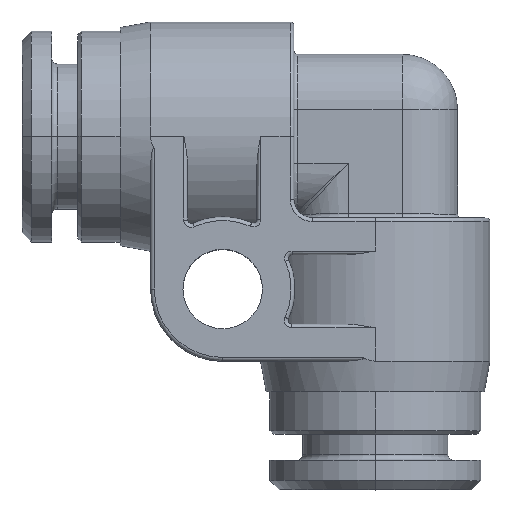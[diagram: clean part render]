
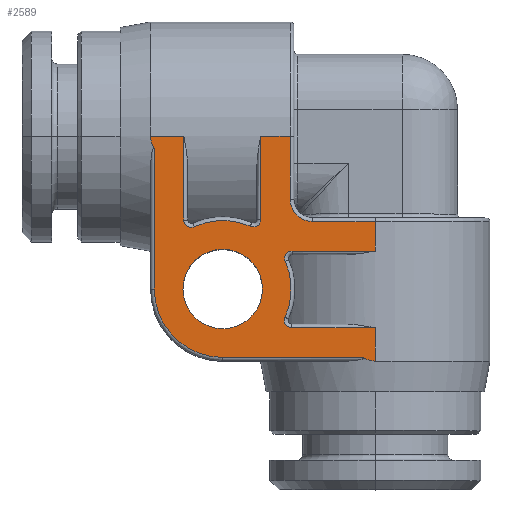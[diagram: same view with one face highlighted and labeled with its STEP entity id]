
A CAD part, top view. The second image highlights one B-rep face of the part: STEP entity #2589.
In plain terms, the highlighted planar face has unit normal (0, 0, 1).
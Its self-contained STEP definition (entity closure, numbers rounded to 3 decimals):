
#71=DIRECTION('',(0.,1.,0.));
#72=VECTOR('',#71,3.4);
#73=CARTESIAN_POINT('',(-4.6,-3.4,6.2));
#74=LINE('',#73,#72);
#75=CARTESIAN_POINT('',(-3.4,-3.4,6.2));
#76=DIRECTION('',(0.,0.,-1.));
#77=DIRECTION('',(0.,-1.,0.));
#78=AXIS2_PLACEMENT_3D('',#75,#76,#77);
#80=DIRECTION('',(-1.,0.,0.));
#81=VECTOR('',#80,3.4);
#82=CARTESIAN_POINT('',(0.,-4.6,6.2));
#83=LINE('',#82,#81);
#84=DIRECTION('',(0.,1.,0.));
#85=VECTOR('',#84,1.6);
#86=CARTESIAN_POINT('',(0.,-6.2,6.2));
#87=LINE('',#86,#85);
#88=DIRECTION('',(1.,0.,0.));
#89=VECTOR('',#88,4.497);
#90=CARTESIAN_POINT('',(-4.497,-6.2,6.2));
#91=LINE('',#90,#89);
#92=CARTESIAN_POINT('',(-4.497,-6.6,6.2));
#93=DIRECTION('',(0.,0.,-1.));
#94=DIRECTION('',(-0.915,-0.402,0.));
#95=AXIS2_PLACEMENT_3D('',#92,#93,#94);
#97=CARTESIAN_POINT('',(-8.25,-8.25,6.2));
#98=DIRECTION('',(0.,0.,1.));
#99=DIRECTION('',(0.91,-0.415,0.));
#100=AXIS2_PLACEMENT_3D('',#97,#98,#99);
#102=CARTESIAN_POINT('',(-4.519,-9.95,6.2));
#103=DIRECTION('',(0.,0.,-1.));
#104=DIRECTION('',(0.,-1.,0.));
#105=AXIS2_PLACEMENT_3D('',#102,#103,#104);
#107=DIRECTION('',(-1.,0.,0.));
#108=VECTOR('',#107,4.519);
#109=CARTESIAN_POINT('',(0.,-10.35,6.2));
#110=LINE('',#109,#108);
#111=DIRECTION('',(0.,1.,0.));
#112=VECTOR('',#111,1.8);
#113=CARTESIAN_POINT('',(0.,-12.15,6.2));
#114=LINE('',#113,#112);
#115=CARTESIAN_POINT('',(-0.672,-11.95,6.2));
#116=CARTESIAN_POINT('',(-0.598,-11.994,6.2));
#117=CARTESIAN_POINT('',(-0.449,-12.068,6.2));
#118=CARTESIAN_POINT('',(-0.221,-12.136,6.2));
#119=CARTESIAN_POINT('',(-0.074,-12.15,6.2));
#120=CARTESIAN_POINT('',(0.,-12.15,6.2));
#122=DIRECTION('',(1.,0.,0.));
#123=VECTOR('',#122,7.578);
#124=CARTESIAN_POINT('',(-8.25,-11.95,6.2));
#125=LINE('',#124,#123);
#126=CARTESIAN_POINT('',(-8.25,-8.25,6.2));
#127=DIRECTION('',(0.,0.,1.));
#128=DIRECTION('',(-1.,0.,0.));
#129=AXIS2_PLACEMENT_3D('',#126,#127,#128);
#131=DIRECTION('',(0.,-1.,0.));
#132=VECTOR('',#131,7.578);
#133=CARTESIAN_POINT('',(-11.95,-0.672,6.2));
#134=LINE('',#133,#132);
#135=CARTESIAN_POINT('',(-11.95,-0.672,6.2));
#136=CARTESIAN_POINT('',(-11.994,-0.598,6.2));
#137=CARTESIAN_POINT('',(-12.068,-0.449,6.2));
#138=CARTESIAN_POINT('',(-12.136,-0.221,6.2));
#139=CARTESIAN_POINT('',(-12.15,-0.074,6.2));
#140=CARTESIAN_POINT('',(-12.15,0.,6.2));
#142=DIRECTION('',(1.,0.,0.));
#143=VECTOR('',#142,1.8);
#144=CARTESIAN_POINT('',(-12.15,0.,6.2));
#145=LINE('',#144,#143);
#146=DIRECTION('',(0.,1.,0.));
#147=VECTOR('',#146,4.519);
#148=CARTESIAN_POINT('',(-10.35,-4.519,6.2));
#149=LINE('',#148,#147);
#150=CARTESIAN_POINT('',(-9.95,-4.519,6.2));
#151=DIRECTION('',(0.,0.,-1.));
#152=DIRECTION('',(0.415,-0.91,0.));
#153=AXIS2_PLACEMENT_3D('',#150,#151,#152);
#155=CARTESIAN_POINT('',(-8.25,-8.25,6.2));
#156=DIRECTION('',(0.,0.,1.));
#157=DIRECTION('',(0.402,0.915,0.));
#158=AXIS2_PLACEMENT_3D('',#155,#156,#157);
#160=CARTESIAN_POINT('',(-6.6,-4.497,6.2));
#161=DIRECTION('',(0.,0.,-1.));
#162=DIRECTION('',(1.,0.,0.));
#163=AXIS2_PLACEMENT_3D('',#160,#161,#162);
#165=DIRECTION('',(0.,-1.,0.));
#166=VECTOR('',#165,4.497);
#167=CARTESIAN_POINT('',(-6.2,0.,6.2));
#168=LINE('',#167,#166);
#169=DIRECTION('',(1.,0.,0.));
#170=VECTOR('',#169,1.6);
#171=CARTESIAN_POINT('',(-6.2,0.,6.2));
#172=LINE('',#171,#170);
#173=CARTESIAN_POINT('',(-8.25,-8.25,6.2));
#174=DIRECTION('',(0.,0.,-1.));
#175=DIRECTION('',(-1.,0.,0.));
#176=AXIS2_PLACEMENT_3D('',#173,#174,#175);
#178=CARTESIAN_POINT('',(-8.25,-8.25,6.2));
#179=DIRECTION('',(0.,0.,-1.));
#180=DIRECTION('',(1.,0.,0.));
#181=AXIS2_PLACEMENT_3D('',#178,#179,#180);
#2150=CARTESIAN_POINT('',(-10.4,-8.25,6.2));
#2152=VERTEX_POINT('',#2150);
#2154=CARTESIAN_POINT('',(-6.1,-8.25,6.2));
#2156=VERTEX_POINT('',#2154);
#2172=CARTESIAN_POINT('',(-8.25,-11.95,6.2));
#2173=CARTESIAN_POINT('',(-0.672,-11.95,6.2));
#2174=VERTEX_POINT('',#2172);
#2175=VERTEX_POINT('',#2173);
#2176=CARTESIAN_POINT('',(-11.95,-8.25,6.2));
#2177=VERTEX_POINT('',#2176);
#2180=CARTESIAN_POINT('',(-11.95,-0.672,6.2));
#2181=VERTEX_POINT('',#2180);
#2188=CARTESIAN_POINT('',(-4.497,-6.2,6.2));
#2189=CARTESIAN_POINT('',(0.,-6.2,6.2));
#2190=VERTEX_POINT('',#2188);
#2191=VERTEX_POINT('',#2189);
#2192=CARTESIAN_POINT('',(-4.863,-6.761,6.2));
#2193=VERTEX_POINT('',#2192);
#2196=CARTESIAN_POINT('',(-4.883,-9.784,6.2));
#2197=VERTEX_POINT('',#2196);
#2200=CARTESIAN_POINT('',(-4.519,-10.35,6.2));
#2201=VERTEX_POINT('',#2200);
#2204=CARTESIAN_POINT('',(0.,-10.35,6.2));
#2205=VERTEX_POINT('',#2204);
#2212=CARTESIAN_POINT('',(-10.35,-4.519,6.2));
#2213=CARTESIAN_POINT('',(-10.35,0.,6.2));
#2214=VERTEX_POINT('',#2212);
#2215=VERTEX_POINT('',#2213);
#2216=CARTESIAN_POINT('',(-9.784,-4.883,6.2));
#2217=VERTEX_POINT('',#2216);
#2220=CARTESIAN_POINT('',(-6.761,-4.863,6.2));
#2221=VERTEX_POINT('',#2220);
#2224=CARTESIAN_POINT('',(-6.2,-4.497,6.2));
#2225=VERTEX_POINT('',#2224);
#2228=CARTESIAN_POINT('',(-6.2,0.,6.2));
#2229=VERTEX_POINT('',#2228);
#2232=CARTESIAN_POINT('',(-12.15,0.,6.2));
#2233=VERTEX_POINT('',#2232);
#2296=CARTESIAN_POINT('',(0.,-12.15,6.2));
#2297=VERTEX_POINT('',#2296);
#2300=CARTESIAN_POINT('',(-4.6,-3.4,6.2));
#2301=CARTESIAN_POINT('',(-4.6,0.,6.2));
#2302=VERTEX_POINT('',#2300);
#2303=VERTEX_POINT('',#2301);
#2308=CARTESIAN_POINT('',(-3.4,-4.6,6.2));
#2309=VERTEX_POINT('',#2308);
#2312=CARTESIAN_POINT('',(0.,-4.6,6.2));
#2313=VERTEX_POINT('',#2312);
#2533=CARTESIAN_POINT('',(0.,0.,6.2));
#2534=DIRECTION('',(0.,0.,1.));
#2535=DIRECTION('',(1.,0.,0.));
#2536=AXIS2_PLACEMENT_3D('',#2533,#2534,#2535);
#2537=PLANE('',#2536);
#2539=ORIENTED_EDGE('',*,*,#2538,.F.);
#2541=ORIENTED_EDGE('',*,*,#2540,.F.);
#2542=ORIENTED_EDGE('',*,*,#2523,.F.);
#2544=ORIENTED_EDGE('',*,*,#2543,.F.);
#2546=ORIENTED_EDGE('',*,*,#2545,.F.);
#2548=ORIENTED_EDGE('',*,*,#2547,.F.);
#2550=ORIENTED_EDGE('',*,*,#2549,.F.);
#2552=ORIENTED_EDGE('',*,*,#2551,.F.);
#2554=ORIENTED_EDGE('',*,*,#2553,.F.);
#2556=ORIENTED_EDGE('',*,*,#2555,.F.);
#2558=ORIENTED_EDGE('',*,*,#2557,.F.);
#2560=ORIENTED_EDGE('',*,*,#2559,.F.);
#2562=ORIENTED_EDGE('',*,*,#2561,.F.);
#2564=ORIENTED_EDGE('',*,*,#2563,.F.);
#2566=ORIENTED_EDGE('',*,*,#2565,.T.);
#2568=ORIENTED_EDGE('',*,*,#2567,.T.);
#2570=ORIENTED_EDGE('',*,*,#2569,.F.);
#2572=ORIENTED_EDGE('',*,*,#2571,.F.);
#2574=ORIENTED_EDGE('',*,*,#2573,.F.);
#2576=ORIENTED_EDGE('',*,*,#2575,.F.);
#2578=ORIENTED_EDGE('',*,*,#2577,.F.);
#2580=ORIENTED_EDGE('',*,*,#2579,.T.);
#2581=EDGE_LOOP('',(#2539,#2541,#2542,#2544,#2546,#2548,#2550,#2552,#2554,#2556,
#2558,#2560,#2562,#2564,#2566,#2568,#2570,#2572,#2574,#2576,#2578,#2580));
#2582=FACE_OUTER_BOUND('',#2581,.F.);
#2584=ORIENTED_EDGE('',*,*,#2583,.F.);
#2586=ORIENTED_EDGE('',*,*,#2585,.F.);
#2587=EDGE_LOOP('',(#2584,#2586));
#2588=FACE_BOUND('',#2587,.F.);
#2589=ADVANCED_FACE('',(#2582,#2588),#2537,.T.);
#79=CIRCLE('',#78,1.2);
#96=CIRCLE('',#95,0.4);
#101=CIRCLE('',#100,3.7);
#106=CIRCLE('',#105,0.4);
#121=B_SPLINE_CURVE_WITH_KNOTS('',3,(#115,#116,#117,#118,#119,#120),
.UNSPECIFIED.,.F.,.F.,(4,1,1,4),(0.,0.333,0.667,1.),
.UNSPECIFIED.);
#130=CIRCLE('',#129,3.7);
#141=B_SPLINE_CURVE_WITH_KNOTS('',3,(#135,#136,#137,#138,#139,#140),
.UNSPECIFIED.,.F.,.F.,(4,1,1,4),(0.,0.333,0.667,1.),
.UNSPECIFIED.);
#154=CIRCLE('',#153,0.4);
#159=CIRCLE('',#158,3.7);
#164=CIRCLE('',#163,0.4);
#177=CIRCLE('',#176,2.15);
#182=CIRCLE('',#181,2.15);
#2523=EDGE_CURVE('',#2313,#2309,#83,.T.);
#2538=EDGE_CURVE('',#2302,#2303,#74,.T.);
#2540=EDGE_CURVE('',#2309,#2302,#79,.T.);
#2543=EDGE_CURVE('',#2191,#2313,#87,.T.);
#2545=EDGE_CURVE('',#2190,#2191,#91,.T.);
#2547=EDGE_CURVE('',#2193,#2190,#96,.T.);
#2549=EDGE_CURVE('',#2197,#2193,#101,.T.);
#2551=EDGE_CURVE('',#2201,#2197,#106,.T.);
#2553=EDGE_CURVE('',#2205,#2201,#110,.T.);
#2555=EDGE_CURVE('',#2297,#2205,#114,.T.);
#2557=EDGE_CURVE('',#2175,#2297,#121,.T.);
#2559=EDGE_CURVE('',#2174,#2175,#125,.T.);
#2561=EDGE_CURVE('',#2177,#2174,#130,.T.);
#2563=EDGE_CURVE('',#2181,#2177,#134,.T.);
#2565=EDGE_CURVE('',#2181,#2233,#141,.T.);
#2567=EDGE_CURVE('',#2233,#2215,#145,.T.);
#2569=EDGE_CURVE('',#2214,#2215,#149,.T.);
#2571=EDGE_CURVE('',#2217,#2214,#154,.T.);
#2573=EDGE_CURVE('',#2221,#2217,#159,.T.);
#2575=EDGE_CURVE('',#2225,#2221,#164,.T.);
#2577=EDGE_CURVE('',#2229,#2225,#168,.T.);
#2579=EDGE_CURVE('',#2229,#2303,#172,.T.);
#2583=EDGE_CURVE('',#2152,#2156,#177,.T.);
#2585=EDGE_CURVE('',#2156,#2152,#182,.T.);
